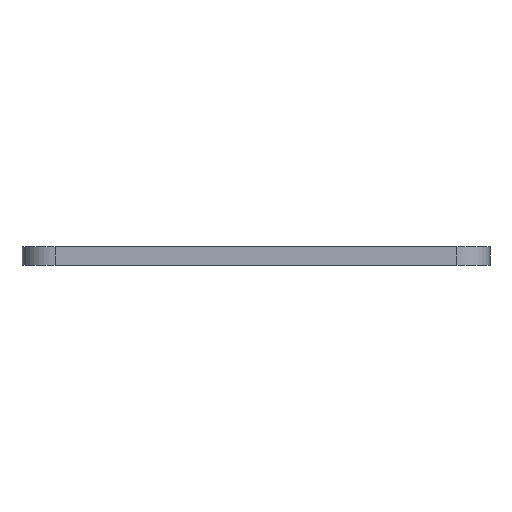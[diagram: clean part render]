
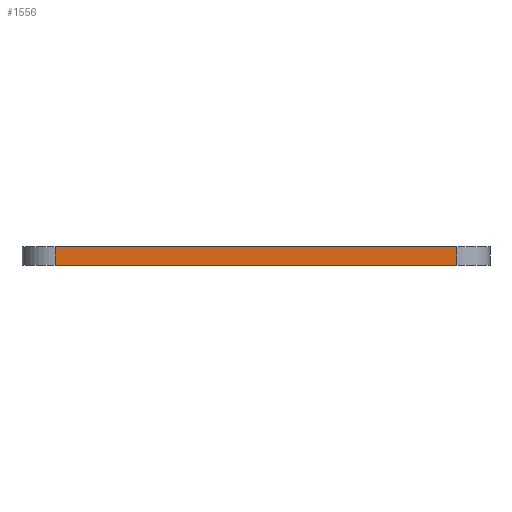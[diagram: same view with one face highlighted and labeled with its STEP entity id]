
A CAD part, front view. The second image highlights one B-rep face of the part: STEP entity #1556.
In plain terms, the highlighted planar face has unit normal (0, -1, 0).
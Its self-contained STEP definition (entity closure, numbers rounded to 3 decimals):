
#284=CARTESIAN_POINT('',(21.313,-19.059,5.6));
#285=VERTEX_POINT('',#284);
#293=CARTESIAN_POINT('',(-21.312,-19.059,5.6));
#294=VERTEX_POINT('',#293);
#295=CARTESIAN_POINT('',(-21.312,-19.059,5.6));
#296=DIRECTION('',(1.,0.,-0.));
#297=VECTOR('',#296,42.625);
#298=LINE('',#295,#297);
#299=EDGE_CURVE('',#294,#285,#298,.T.);
#699=CARTESIAN_POINT('',(-21.312,-19.059,7.6));
#700=VERTEX_POINT('',#699);
#708=CARTESIAN_POINT('',(21.313,-19.059,7.6));
#709=VERTEX_POINT('',#708);
#710=CARTESIAN_POINT('',(-21.312,-19.059,7.6));
#711=DIRECTION('',(1.,0.,-0.));
#712=VECTOR('',#711,42.625);
#713=LINE('',#710,#712);
#714=EDGE_CURVE('',#700,#709,#713,.T.);
#1528=CARTESIAN_POINT('',(-21.312,-19.059,5.6));
#1529=DIRECTION('',(0.,0.,1.));
#1530=VECTOR('',#1529,2.);
#1531=LINE('',#1528,#1530);
#1532=EDGE_CURVE('',#294,#700,#1531,.T.);
#1540=CARTESIAN_POINT('',(0.,-19.059,5.6));
#1541=DIRECTION('',(0.,-1.,0.));
#1542=DIRECTION('',(0.,0.,-1.));
#1543=AXIS2_PLACEMENT_3D('',#1540,#1541,#1542);
#1544=PLANE('',#1543);
#1545=CARTESIAN_POINT('',(21.313,-19.059,5.6));
#1546=DIRECTION('',(-0.,-0.,1.));
#1547=VECTOR('',#1546,2.);
#1548=LINE('',#1545,#1547);
#1549=EDGE_CURVE('',#285,#709,#1548,.T.);
#1550=ORIENTED_EDGE('',*,*,#1549,.T.);
#1551=ORIENTED_EDGE('',*,*,#714,.F.);
#1552=ORIENTED_EDGE('',*,*,#1532,.F.);
#1553=ORIENTED_EDGE('',*,*,#299,.T.);
#1554=EDGE_LOOP('',(#1550,#1551,#1552,#1553));
#1555=FACE_BOUND('',#1554,.T.);
#1556=ADVANCED_FACE('',(#1555),#1544,.T.);
